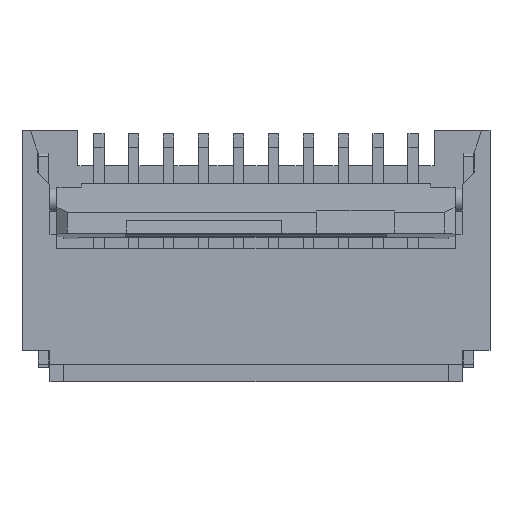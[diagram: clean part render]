
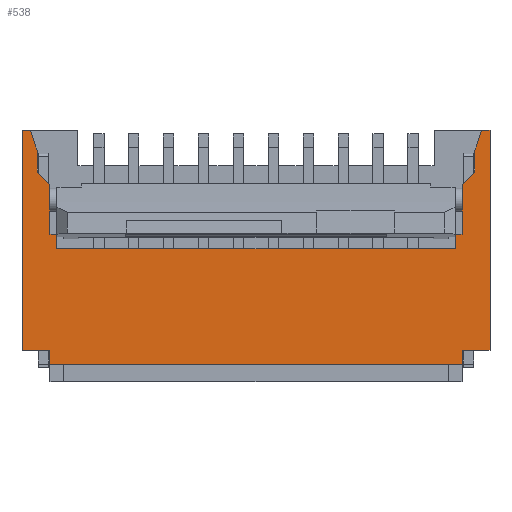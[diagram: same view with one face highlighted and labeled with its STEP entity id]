
A CAD part, top view. The second image highlights one B-rep face of the part: STEP entity #538.
In plain terms, the highlighted planar face has unit normal (0, 0, 1).
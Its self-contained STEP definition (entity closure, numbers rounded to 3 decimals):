
#538=ADVANCED_FACE('',(#1423),#966,.T.);
#966=PLANE('',#9942);
#1423=FACE_OUTER_BOUND('',#1902,.T.);
#1902=EDGE_LOOP('',(#3650,#3651,#3652,#3653,#3654,#3655,#3656,#3657,#3658,
#3659,#3660,#3661,#3662,#3663,#3664,#3665,#3666,#3667,#3668,#3669,#3670,
#3671));
#3650=ORIENTED_EDGE('',*,*,#6478,.F.);
#3651=ORIENTED_EDGE('',*,*,#6479,.F.);
#3652=ORIENTED_EDGE('',*,*,#6480,.F.);
#3653=ORIENTED_EDGE('',*,*,#6481,.F.);
#3654=ORIENTED_EDGE('',*,*,#6482,.F.);
#3655=ORIENTED_EDGE('',*,*,#6421,.F.);
#3656=ORIENTED_EDGE('',*,*,#6483,.T.);
#3657=ORIENTED_EDGE('',*,*,#5645,.T.);
#3658=ORIENTED_EDGE('',*,*,#5698,.T.);
#3659=ORIENTED_EDGE('',*,*,#6390,.T.);
#3660=ORIENTED_EDGE('',*,*,#6404,.F.);
#3661=ORIENTED_EDGE('',*,*,#6484,.F.);
#3662=ORIENTED_EDGE('',*,*,#6485,.F.);
#3663=ORIENTED_EDGE('',*,*,#6416,.F.);
#3664=ORIENTED_EDGE('',*,*,#6460,.F.);
#3665=ORIENTED_EDGE('',*,*,#6464,.F.);
#3666=ORIENTED_EDGE('',*,*,#6467,.F.);
#3667=ORIENTED_EDGE('',*,*,#6470,.F.);
#3668=ORIENTED_EDGE('',*,*,#6472,.F.);
#3669=ORIENTED_EDGE('',*,*,#6477,.T.);
#3670=ORIENTED_EDGE('',*,*,#6486,.F.);
#3671=ORIENTED_EDGE('',*,*,#6487,.T.);
#4758=VERTEX_POINT('',#12784);
#4759=VERTEX_POINT('',#12786);
#4798=VERTEX_POINT('',#12890);
#5276=VERTEX_POINT('',#14304);
#5282=VERTEX_POINT('',#14328);
#5292=VERTEX_POINT('',#14353);
#5293=VERTEX_POINT('',#14355);
#5296=VERTEX_POINT('',#14363);
#5297=VERTEX_POINT('',#14365);
#5325=VERTEX_POINT('',#14441);
#5327=VERTEX_POINT('',#14448);
#5329=VERTEX_POINT('',#14454);
#5331=VERTEX_POINT('',#14460);
#5333=VERTEX_POINT('',#14466);
#5336=VERTEX_POINT('',#14474);
#5337=VERTEX_POINT('',#14478);
#5338=VERTEX_POINT('',#14479);
#5339=VERTEX_POINT('',#14481);
#5340=VERTEX_POINT('',#14483);
#5341=VERTEX_POINT('',#14485);
#5342=VERTEX_POINT('',#14489);
#5343=VERTEX_POINT('',#14492);
#5645=EDGE_CURVE('',#4759,#4758,#7113,.T.);
#5698=EDGE_CURVE('',#4758,#4798,#7165,.T.);
#6390=EDGE_CURVE('',#4798,#5276,#7805,.T.);
#6404=EDGE_CURVE('',#5282,#5276,#7819,.T.);
#6416=EDGE_CURVE('',#5292,#5293,#7831,.T.);
#6421=EDGE_CURVE('',#5296,#5297,#7836,.T.);
#6460=EDGE_CURVE('',#5325,#5292,#7865,.T.);
#6464=EDGE_CURVE('',#5327,#5325,#7869,.T.);
#6467=EDGE_CURVE('',#5329,#5327,#7872,.T.);
#6470=EDGE_CURVE('',#5331,#5329,#7875,.T.);
#6472=EDGE_CURVE('',#5333,#5331,#7877,.T.);
#6477=EDGE_CURVE('',#5333,#5336,#7882,.T.);
#6478=EDGE_CURVE('',#5337,#5338,#7883,.T.);
#6479=EDGE_CURVE('',#5339,#5337,#7884,.T.);
#6480=EDGE_CURVE('',#5340,#5339,#7885,.T.);
#6481=EDGE_CURVE('',#5341,#5340,#7886,.T.);
#6482=EDGE_CURVE('',#5297,#5341,#7887,.T.);
#6483=EDGE_CURVE('',#5296,#4759,#7888,.T.);
#6484=EDGE_CURVE('',#5342,#5282,#7889,.T.);
#6485=EDGE_CURVE('',#5293,#5342,#7890,.T.);
#6486=EDGE_CURVE('',#5343,#5336,#7891,.T.);
#6487=EDGE_CURVE('',#5343,#5338,#7892,.T.);
#7113=LINE('',#12785,#8365);
#7165=LINE('',#12891,#8417);
#7805=LINE('',#14305,#9057);
#7819=LINE('',#14329,#9071);
#7831=LINE('',#14354,#9083);
#7836=LINE('',#14364,#9088);
#7865=LINE('',#14443,#9117);
#7869=LINE('',#14450,#9121);
#7872=LINE('',#14456,#9124);
#7875=LINE('',#14462,#9127);
#7877=LINE('',#14465,#9129);
#7882=LINE('',#14475,#9134);
#7883=LINE('',#14477,#9135);
#7884=LINE('',#14480,#9136);
#7885=LINE('',#14482,#9137);
#7886=LINE('',#14484,#9138);
#7887=LINE('',#14486,#9139);
#7888=LINE('',#14487,#9140);
#7889=LINE('',#14488,#9141);
#7890=LINE('',#14490,#9142);
#7891=LINE('',#14491,#9143);
#7892=LINE('',#14493,#9144);
#8365=VECTOR('',#10381,1.);
#8417=VECTOR('',#10461,1.);
#9057=VECTOR('',#11693,1.);
#9071=VECTOR('',#11715,1.);
#9083=VECTOR('',#11733,1.);
#9088=VECTOR('',#11740,1.);
#9117=VECTOR('',#11809,1.);
#9121=VECTOR('',#11815,1.);
#9124=VECTOR('',#11820,1.);
#9127=VECTOR('',#11825,1.);
#9129=VECTOR('',#11829,1.);
#9134=VECTOR('',#11836,1.);
#9135=VECTOR('',#11839,1.);
#9136=VECTOR('',#11840,1.);
#9137=VECTOR('',#11841,1.);
#9138=VECTOR('',#11842,1.);
#9139=VECTOR('',#11843,1.);
#9140=VECTOR('',#11844,1.);
#9141=VECTOR('',#11845,1.);
#9142=VECTOR('',#11846,1.);
#9143=VECTOR('',#11847,1.);
#9144=VECTOR('',#11848,1.);
#9942=AXIS2_PLACEMENT_3D('',#14494,#11849,#11850);
#10381=DIRECTION('',(1.,0.,0.));
#10461=DIRECTION('',(0.,-1.,0.));
#11693=DIRECTION('',(1.,0.,0.));
#11715=DIRECTION('',(0.,-1.,0.));
#11733=DIRECTION('',(1.,0.,0.));
#11740=DIRECTION('',(1.,0.,0.));
#11809=DIRECTION('',(0.316,0.949,0.));
#11815=DIRECTION('',(0.,1.,0.));
#11820=DIRECTION('',(0.707,0.707,0.));
#11825=DIRECTION('',(0.,1.,0.));
#11829=DIRECTION('',(1.,0.,0.));
#11836=DIRECTION('',(0.,-1.,0.));
#11839=DIRECTION('',(1.,0.,0.));
#11840=DIRECTION('',(0.,-1.,0.));
#11841=DIRECTION('',(0.707,-0.707,0.));
#11842=DIRECTION('',(0.,-1.,0.));
#11843=DIRECTION('',(0.316,-0.949,0.));
#11844=DIRECTION('',(0.,-1.,0.));
#11845=DIRECTION('',(-1.,0.,0.));
#11846=DIRECTION('',(0.,-1.,0.));
#11847=DIRECTION('',(1.,0.,0.));
#11848=DIRECTION('',(0.,1.,0.));
#11849=DIRECTION('',(0.,0.,1.));
#11850=DIRECTION('',(0.,-1.,0.));
#12784=CARTESIAN_POINT('',(0.4,-3.15,0.96));
#12785=CARTESIAN_POINT('',(0.,-3.15,0.96));
#12786=CARTESIAN_POINT('',(0.,-3.15,0.96));
#12890=CARTESIAN_POINT('',(0.4,-3.35,0.96));
#12891=CARTESIAN_POINT('',(0.4,-3.15,0.96));
#14304=CARTESIAN_POINT('',(6.3,-3.35,0.96));
#14305=CARTESIAN_POINT('',(0.4,-3.35,0.96));
#14328=CARTESIAN_POINT('',(6.3,-3.15,0.96));
#14329=CARTESIAN_POINT('',(6.3,-3.15,0.96));
#14353=CARTESIAN_POINT('',(6.58,0.,0.96));
#14354=CARTESIAN_POINT('',(6.58,0.,0.96));
#14355=CARTESIAN_POINT('',(6.7,0.,0.96));
#14363=CARTESIAN_POINT('',(0.,0.,0.96));
#14364=CARTESIAN_POINT('',(0.,0.,0.96));
#14365=CARTESIAN_POINT('',(0.12,0.,0.96));
#14441=CARTESIAN_POINT('',(6.48,-0.3,0.96));
#14443=CARTESIAN_POINT('',(6.48,-0.3,0.96));
#14448=CARTESIAN_POINT('',(6.48,-0.6,0.96));
#14450=CARTESIAN_POINT('',(6.48,-0.6,0.96));
#14454=CARTESIAN_POINT('',(6.3,-0.78,0.96));
#14456=CARTESIAN_POINT('',(6.3,-0.78,0.96));
#14460=CARTESIAN_POINT('',(6.3,-1.49,0.96));
#14462=CARTESIAN_POINT('',(6.3,-1.49,0.96));
#14465=CARTESIAN_POINT('',(6.2,-1.49,0.96));
#14466=CARTESIAN_POINT('',(6.2,-1.49,0.96));
#14474=CARTESIAN_POINT('',(6.2,-1.7,0.96));
#14475=CARTESIAN_POINT('',(6.2,-1.49,0.96));
#14477=CARTESIAN_POINT('',(0.4,-1.49,0.96));
#14478=CARTESIAN_POINT('',(0.4,-1.49,0.96));
#14479=CARTESIAN_POINT('',(0.5,-1.49,0.96));
#14480=CARTESIAN_POINT('',(0.4,-0.78,0.96));
#14481=CARTESIAN_POINT('',(0.4,-0.78,0.96));
#14482=CARTESIAN_POINT('',(0.22,-0.6,0.96));
#14483=CARTESIAN_POINT('',(0.22,-0.6,0.96));
#14484=CARTESIAN_POINT('',(0.22,-0.3,0.96));
#14485=CARTESIAN_POINT('',(0.22,-0.3,0.96));
#14486=CARTESIAN_POINT('',(0.12,0.,0.96));
#14487=CARTESIAN_POINT('',(0.,0.,0.96));
#14488=CARTESIAN_POINT('',(6.7,-3.15,0.96));
#14489=CARTESIAN_POINT('',(6.7,-3.15,0.96));
#14490=CARTESIAN_POINT('',(6.7,0.,0.96));
#14491=CARTESIAN_POINT('',(0.5,-1.7,0.96));
#14492=CARTESIAN_POINT('',(0.5,-1.7,0.96));
#14493=CARTESIAN_POINT('',(0.5,-1.7,0.96));
#14494=CARTESIAN_POINT('',(0.,0.,0.96));
